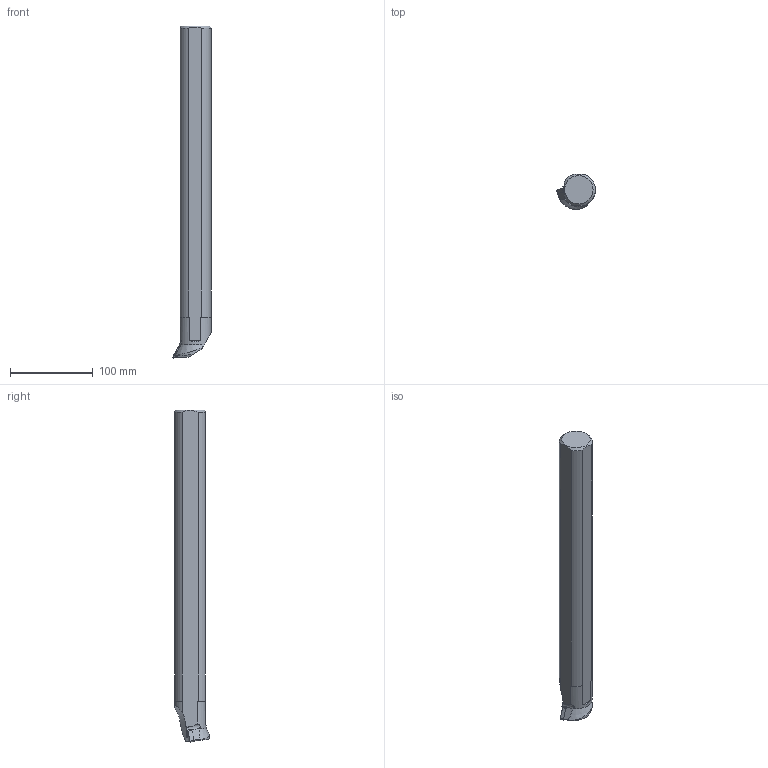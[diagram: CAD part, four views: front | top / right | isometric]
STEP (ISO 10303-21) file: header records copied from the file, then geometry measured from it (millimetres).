
FILE_DESCRIPTION(/* description */ ('3-D model version:1'),/* implementation_level */ '2;1');
FILE_NAME(/* name */ 'S40V-PTFNR16-W',/* time_stamp */ '2016-01-22T18:06:04+01:00',/* author */ ('InteractiveCad'),/* organization */ ('AB Sandvik Coromant'),/* preprocessor_version */ 'ST-DEVELOPER v15',/* originating_system */ 'SIEMENS PLM Software NX 8.5',/* authorisation */ '');
FILE_SCHEMA (('AP203_CONFIGURATION_CONTROLLED_3D_DESIGN_OF_MECHANICAL_PARTS_AND_ASSEMBLIES_MIM_LF { 1 0 10303 403 2 1 2}'));
Length unit declared in the file: millimetre
Products named in the file (1): S40V_PTFNR16_W_SIM
Bounding box: 46.88 x 41.7 x 401.5 mm (x, y, z)
Volume: 461925.7 mm3; surface area: 51254 mm2
Topology: 2 solids, 2 shells, 40 faces, 108 edges, 72 vertices
Faces by surface type: plane 19, cylinder 16, cone 5
Entity records: 1405 total; most frequent: CARTESIAN_POINT 296, DIRECTION 213, ORIENTED_EDGE 212, EDGE_CURVE 106, AXIS2_PLACEMENT_3D 82, VERTEX_POINT 71, LINE 49, VECTOR 49
